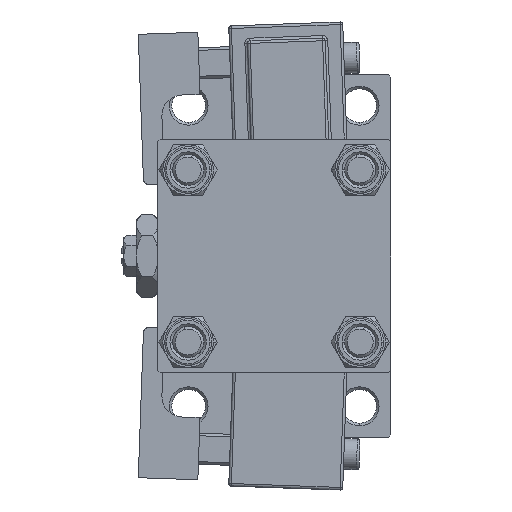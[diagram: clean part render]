
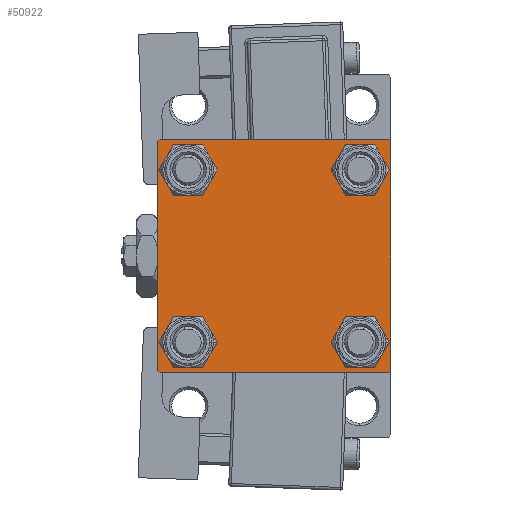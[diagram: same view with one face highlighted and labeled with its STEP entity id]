
A CAD part, left-side view. The second image highlights one B-rep face of the part: STEP entity #50922.
In plain terms, the highlighted planar face has unit normal (-1, 0, 0).
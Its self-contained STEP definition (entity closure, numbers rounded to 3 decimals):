
#93 = EDGE_CURVE ( 'NONE', #34595, #52957, #7380, .T. ) ;
#354 = FACE_BOUND ( 'NONE', #6519, .T. ) ;
#508 = CARTESIAN_POINT ( 'NONE',  ( 0., 22.5, 22. ) ) ;
#655 = LINE ( 'NONE', #38120, #30541 ) ;
#927 = VERTEX_POINT ( 'NONE', #50367 ) ;
#1140 = VERTEX_POINT ( 'NONE', #4026 ) ;
#1145 = AXIS2_PLACEMENT_3D ( 'NONE', #49847, #33245, #25752 ) ;
#1487 = AXIS2_PLACEMENT_3D ( 'NONE', #36491, #20151, #52317 ) ;
#3191 = VECTOR ( 'NONE', #26503, 1000. ) ;
#3279 = ORIENTED_EDGE ( 'NONE', *, *, #18935, .T. ) ;
#3965 = CARTESIAN_POINT ( 'NONE',  ( 0., -16.6, -16.6 ) ) ;
#4026 = CARTESIAN_POINT ( 'NONE',  ( 0., -22., 22.5 ) ) ;
#4606 = CARTESIAN_POINT ( 'NONE',  ( 0., -16.6, 13.1 ) ) ;
#4652 = PLANE ( 'NONE',  #6746 ) ;
#4808 = CARTESIAN_POINT ( 'NONE',  ( 0., 16.6, -20.1 ) ) ;
#4980 = DIRECTION ( 'NONE',  ( 0., -1., 0. ) ) ;
#5052 = DIRECTION ( 'NONE',  ( 0., 0., 1. ) ) ;
#5068 = DIRECTION ( 'NONE',  ( 0., -1., 0. ) ) ;
#5792 = EDGE_CURVE ( 'NONE', #21718, #38122, #27552, .T. ) ;
#6019 = CARTESIAN_POINT ( 'NONE',  ( 0., 22.5, -22. ) ) ;
#6322 = VECTOR ( 'NONE', #37378, 1000. ) ;
#6519 = EDGE_LOOP ( 'NONE', ( #3279, #38283 ) ) ;
#6746 = AXIS2_PLACEMENT_3D ( 'NONE', #20958, #41843, #37292 ) ;
#6758 = ORIENTED_EDGE ( 'NONE', *, *, #47617, .F. ) ;
#6760 = EDGE_CURVE ( 'NONE', #45653, #25599, #41837, .T. ) ;
#7380 = CIRCLE ( 'NONE', #27899, 3.5 ) ;
#7689 = EDGE_LOOP ( 'NONE', ( #8663, #21444 ) ) ;
#8218 = LINE ( 'NONE', #24555, #6322 ) ;
#8283 = CARTESIAN_POINT ( 'NONE',  ( 0., 22.5, 22.5 ) ) ;
#8400 = EDGE_CURVE ( 'NONE', #927, #25093, #50038, .T. ) ;
#8588 = EDGE_LOOP ( 'NONE', ( #14000, #49298 ) ) ;
#8663 = ORIENTED_EDGE ( 'NONE', *, *, #33799, .T. ) ;
#8858 = EDGE_CURVE ( 'NONE', #36065, #21718, #28986, .T. ) ;
#9313 = CARTESIAN_POINT ( 'NONE',  ( 0., -16.6, -20.1 ) ) ;
#9542 = CARTESIAN_POINT ( 'NONE',  ( 0., -22., -22.5 ) ) ;
#10320 = CARTESIAN_POINT ( 'NONE',  ( 0., -16.6, 16.6 ) ) ;
#12248 = DIRECTION ( 'NONE',  ( 1., 0., 0. ) ) ;
#12293 = CIRCLE ( 'NONE', #1145, 3.5 ) ;
#12458 = DIRECTION ( 'NONE',  ( 1., 0., 0. ) ) ;
#12820 = CARTESIAN_POINT ( 'NONE',  ( 0., -16.6, -16.6 ) ) ;
#12916 = DIRECTION ( 'NONE',  ( 0., -0.707, -0.707 ) ) ;
#13212 = CARTESIAN_POINT ( 'NONE',  ( 0., -16.6, 20.1 ) ) ;
#13976 = ORIENTED_EDGE ( 'NONE', *, *, #6760, .T. ) ;
#13991 = VERTEX_POINT ( 'NONE', #46930 ) ;
#14000 = ORIENTED_EDGE ( 'NONE', *, *, #23444, .T. ) ;
#15829 = CIRCLE ( 'NONE', #42299, 3.5 ) ;
#16249 = EDGE_CURVE ( 'NONE', #25599, #45653, #22549, .T. ) ;
#16351 = CARTESIAN_POINT ( 'NONE',  ( 0., -22.5, 22. ) ) ;
#16684 = FACE_BOUND ( 'NONE', #8588, .T. ) ;
#16987 = DIRECTION ( 'NONE',  ( 0., -0.707, 0.707 ) ) ;
#17730 = CIRCLE ( 'NONE', #1487, 3.5 ) ;
#17736 = FACE_BOUND ( 'NONE', #29859, .T. ) ;
#17822 = VERTEX_POINT ( 'NONE', #29507 ) ;
#18759 = AXIS2_PLACEMENT_3D ( 'NONE', #12820, #33137, #5052 ) ;
#18935 = EDGE_CURVE ( 'NONE', #51814, #20429, #15829, .T. ) ;
#19364 = VECTOR ( 'NONE', #5068, 1000. ) ;
#19989 = CARTESIAN_POINT ( 'NONE',  ( 0., -16.6, 16.6 ) ) ;
#20151 = DIRECTION ( 'NONE',  ( 1., 0., 0. ) ) ;
#20429 = VERTEX_POINT ( 'NONE', #4606 ) ;
#20462 = ORIENTED_EDGE ( 'NONE', *, *, #38007, .T. ) ;
#20958 = CARTESIAN_POINT ( 'NONE',  ( 0., 0., 0. ) ) ;
#21080 = CARTESIAN_POINT ( 'NONE',  ( 0., -16.6, -13.1 ) ) ;
#21248 = AXIS2_PLACEMENT_3D ( 'NONE', #19989, #44630, #28037 ) ;
#21261 = EDGE_LOOP ( 'NONE', ( #20462, #48257, #36956, #33460, #26763, #27905, #6758, #27878 ) ) ;
#21444 = ORIENTED_EDGE ( 'NONE', *, *, #23683, .T. ) ;
#21718 = VERTEX_POINT ( 'NONE', #51635 ) ;
#22093 = DIRECTION ( 'NONE',  ( 1., 0., 0. ) ) ;
#22549 = CIRCLE ( 'NONE', #49915, 3.5 ) ;
#23444 = EDGE_CURVE ( 'NONE', #52957, #34595, #29698, .T. ) ;
#23479 = EDGE_CURVE ( 'NONE', #38122, #13991, #655, .T. ) ;
#23683 = EDGE_CURVE ( 'NONE', #33200, #17822, #17730, .T. ) ;
#24515 = VECTOR ( 'NONE', #44621, 1000. ) ;
#24555 = CARTESIAN_POINT ( 'NONE',  ( 0., 22.5, 22.5 ) ) ;
#25093 = VERTEX_POINT ( 'NONE', #508 ) ;
#25599 = VERTEX_POINT ( 'NONE', #9313 ) ;
#25685 = DIRECTION ( 'NONE',  ( 0., 0.707, -0.707 ) ) ;
#25752 = DIRECTION ( 'NONE',  ( 0., 0., 1. ) ) ;
#26254 = VECTOR ( 'NONE', #12916, 1000. ) ;
#26503 = DIRECTION ( 'NONE',  ( 0., 0.707, 0.707 ) ) ;
#26763 = ORIENTED_EDGE ( 'NONE', *, *, #46895, .F. ) ;
#27552 = LINE ( 'NONE', #43884, #30716 ) ;
#27878 = ORIENTED_EDGE ( 'NONE', *, *, #8400, .T. ) ;
#27899 = AXIS2_PLACEMENT_3D ( 'NONE', #32582, #12248, #28572 ) ;
#27905 = ORIENTED_EDGE ( 'NONE', *, *, #44490, .T. ) ;
#28037 = DIRECTION ( 'NONE',  ( 0., 0., 1. ) ) ;
#28526 = DIRECTION ( 'NONE',  ( 0., 0., 1. ) ) ;
#28553 = CARTESIAN_POINT ( 'NONE',  ( 0., -22.5, 22.5 ) ) ;
#28572 = DIRECTION ( 'NONE',  ( 0., 0., 1. ) ) ;
#28986 = LINE ( 'NONE', #32208, #26254 ) ;
#29507 = CARTESIAN_POINT ( 'NONE',  ( 0., 16.6, -13.1 ) ) ;
#29698 = CIRCLE ( 'NONE', #35702, 3.5 ) ;
#29859 = EDGE_LOOP ( 'NONE', ( #13976, #50271 ) ) ;
#30036 = CARTESIAN_POINT ( 'NONE',  ( 0., 16.6, 13.1 ) ) ;
#30282 = CARTESIAN_POINT ( 'NONE',  ( 0., 16.6, 20.1 ) ) ;
#30541 = VECTOR ( 'NONE', #16987, 1000. ) ;
#30716 = VECTOR ( 'NONE', #4980, 1000. ) ;
#30770 = CARTESIAN_POINT ( 'NONE',  ( 0., -22.25, 22.25 ) ) ;
#32208 = CARTESIAN_POINT ( 'NONE',  ( 0., 22.25, -22.25 ) ) ;
#32582 = CARTESIAN_POINT ( 'NONE',  ( 0., 16.6, 16.6 ) ) ;
#33137 = DIRECTION ( 'NONE',  ( 1., 0., 0. ) ) ;
#33200 = VERTEX_POINT ( 'NONE', #4808 ) ;
#33245 = DIRECTION ( 'NONE',  ( 1., 0., 0. ) ) ;
#33460 = ORIENTED_EDGE ( 'NONE', *, *, #23479, .T. ) ;
#33799 = EDGE_CURVE ( 'NONE', #17822, #33200, #12293, .T. ) ;
#34060 = FACE_BOUND ( 'NONE', #7689, .T. ) ;
#34595 = VERTEX_POINT ( 'NONE', #30036 ) ;
#35702 = AXIS2_PLACEMENT_3D ( 'NONE', #52906, #12458, #28526 ) ;
#36065 = VERTEX_POINT ( 'NONE', #6019 ) ;
#36491 = CARTESIAN_POINT ( 'NONE',  ( 0., 16.6, -16.6 ) ) ;
#36956 = ORIENTED_EDGE ( 'NONE', *, *, #5792, .T. ) ;
#37292 = DIRECTION ( 'NONE',  ( 0., 0., 1. ) ) ;
#37378 = DIRECTION ( 'NONE',  ( 0., 0., -1. ) ) ;
#37483 = CIRCLE ( 'NONE', #21248, 3.5 ) ;
#37709 = LINE ( 'NONE', #8283, #19364 ) ;
#38007 = EDGE_CURVE ( 'NONE', #25093, #36065, #8218, .T. ) ;
#38120 = CARTESIAN_POINT ( 'NONE',  ( 0., -22.25, -22.25 ) ) ;
#38122 = VERTEX_POINT ( 'NONE', #9542 ) ;
#38283 = ORIENTED_EDGE ( 'NONE', *, *, #51417, .T. ) ;
#39208 = VECTOR ( 'NONE', #25685, 1000. ) ;
#40600 = LINE ( 'NONE', #28553, #24515 ) ;
#41311 = FACE_OUTER_BOUND ( 'NONE', #21261, .T. ) ;
#41837 = CIRCLE ( 'NONE', #18759, 3.5 ) ;
#41843 = DIRECTION ( 'NONE',  ( -1., 0., 0. ) ) ;
#42299 = AXIS2_PLACEMENT_3D ( 'NONE', #10320, #22093, #51273 ) ;
#43884 = CARTESIAN_POINT ( 'NONE',  ( 0., 22.5, -22.5 ) ) ;
#44490 = EDGE_CURVE ( 'NONE', #45296, #1140, #47632, .T. ) ;
#44621 = DIRECTION ( 'NONE',  ( 0., 0., -1. ) ) ;
#44630 = DIRECTION ( 'NONE',  ( 1., 0., 0. ) ) ;
#45296 = VERTEX_POINT ( 'NONE', #16351 ) ;
#45505 = CARTESIAN_POINT ( 'NONE',  ( 0., 22.25, 22.25 ) ) ;
#45653 = VERTEX_POINT ( 'NONE', #21080 ) ;
#46895 = EDGE_CURVE ( 'NONE', #45296, #13991, #40600, .T. ) ;
#46930 = CARTESIAN_POINT ( 'NONE',  ( 0., -22.5, -22. ) ) ;
#47617 = EDGE_CURVE ( 'NONE', #927, #1140, #37709, .T. ) ;
#47632 = LINE ( 'NONE', #30770, #3191 ) ;
#48257 = ORIENTED_EDGE ( 'NONE', *, *, #8858, .T. ) ;
#48937 = DIRECTION ( 'NONE',  ( 1., 0., 0. ) ) ;
#49298 = ORIENTED_EDGE ( 'NONE', *, *, #93, .T. ) ;
#49463 = DIRECTION ( 'NONE',  ( 0., 0., 1. ) ) ;
#49847 = CARTESIAN_POINT ( 'NONE',  ( 0., 16.6, -16.6 ) ) ;
#49915 = AXIS2_PLACEMENT_3D ( 'NONE', #3965, #48937, #49463 ) ;
#50038 = LINE ( 'NONE', #45505, #39208 ) ;
#50271 = ORIENTED_EDGE ( 'NONE', *, *, #16249, .T. ) ;
#50367 = CARTESIAN_POINT ( 'NONE',  ( 0., 22., 22.5 ) ) ;
#50922 = ADVANCED_FACE ( 'NONE', ( #354, #17736, #34060, #16684, #41311 ), #4652, .T. ) ;
#51273 = DIRECTION ( 'NONE',  ( 0., 0., 1. ) ) ;
#51417 = EDGE_CURVE ( 'NONE', #20429, #51814, #37483, .T. ) ;
#51635 = CARTESIAN_POINT ( 'NONE',  ( 0., 22., -22.5 ) ) ;
#51814 = VERTEX_POINT ( 'NONE', #13212 ) ;
#52317 = DIRECTION ( 'NONE',  ( 0., 0., 1. ) ) ;
#52906 = CARTESIAN_POINT ( 'NONE',  ( 0., 16.6, 16.6 ) ) ;
#52957 = VERTEX_POINT ( 'NONE', #30282 ) ;
